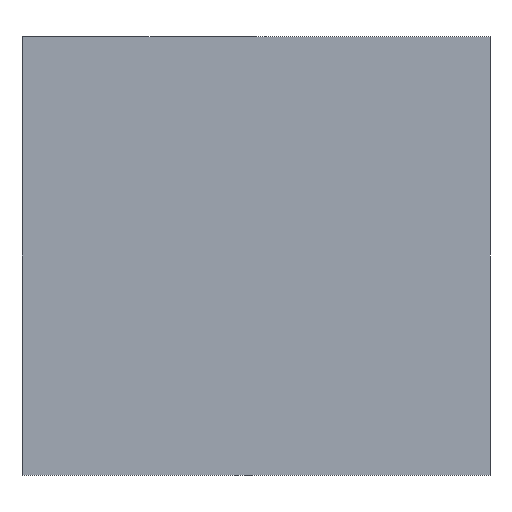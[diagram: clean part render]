
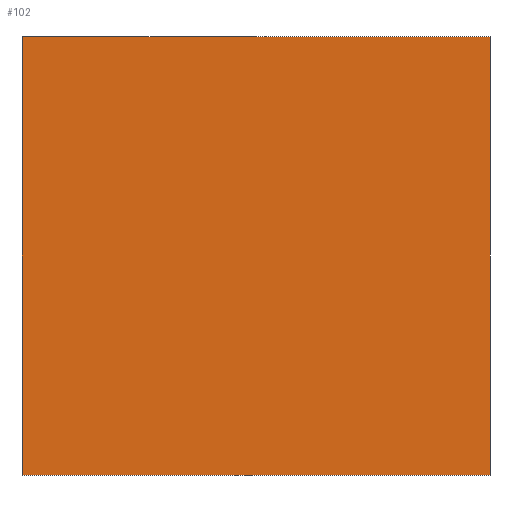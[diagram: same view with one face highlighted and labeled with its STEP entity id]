
A CAD part, left-side view. The second image highlights one B-rep face of the part: STEP entity #102.
In plain terms, the highlighted planar face has unit normal (-1, 0, 0).
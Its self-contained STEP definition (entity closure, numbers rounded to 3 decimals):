
#16=FACE_OUTER_BOUND('',#22,.T.);
#22=EDGE_LOOP('',(#75,#76,#77,#78));
#28=LINE('',#159,#40);
#31=LINE('',#165,#43);
#32=LINE('',#167,#44);
#33=LINE('',#168,#45);
#40=VECTOR('',#132,10.);
#43=VECTOR('',#137,10.);
#44=VECTOR('',#138,10.);
#45=VECTOR('',#139,10.);
#51=VERTEX_POINT('',#155);
#53=VERTEX_POINT('',#158);
#55=VERTEX_POINT('',#164);
#56=VERTEX_POINT('',#166);
#60=EDGE_CURVE('',#53,#51,#28,.T.);
#63=EDGE_CURVE('',#51,#55,#31,.T.);
#64=EDGE_CURVE('',#55,#56,#32,.T.);
#65=EDGE_CURVE('',#56,#53,#33,.T.);
#75=ORIENTED_EDGE('',*,*,#60,.T.);
#76=ORIENTED_EDGE('',*,*,#63,.T.);
#77=ORIENTED_EDGE('',*,*,#64,.T.);
#78=ORIENTED_EDGE('',*,*,#65,.T.);
#96=PLANE('',#122);
#102=ADVANCED_FACE('',(#16),#96,.T.);
#122=AXIS2_PLACEMENT_3D('',#163,#135,#136);
#132=DIRECTION('',(0.,0.,1.));
#135=DIRECTION('center_axis',(-1.,0.,0.));
#136=DIRECTION('ref_axis',(0.,0.,1.));
#137=DIRECTION('',(0.,1.,0.));
#138=DIRECTION('',(0.,0.,-1.));
#139=DIRECTION('',(0.,-1.,0.));
#155=CARTESIAN_POINT('',(-16.,-72.,11.));
#158=CARTESIAN_POINT('',(-16.,-72.,-59.28));
#159=CARTESIAN_POINT('',(-16.,-72.,-41.21));
#163=CARTESIAN_POINT('Origin',(-16.,-33.5,-24.14));
#164=CARTESIAN_POINT('',(-16.,3.,11.));
#165=CARTESIAN_POINT('',(-16.,-52.25,11.));
#166=CARTESIAN_POINT('',(-16.,3.,-59.28));
#167=CARTESIAN_POINT('',(-16.,3.,-7.07));
#168=CARTESIAN_POINT('',(-16.,-14.75,-59.28));
